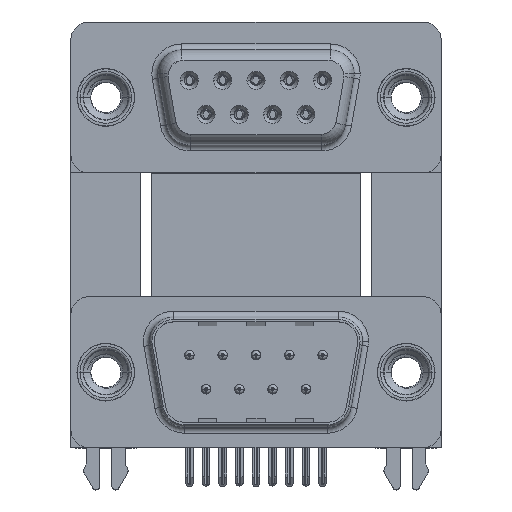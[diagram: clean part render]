
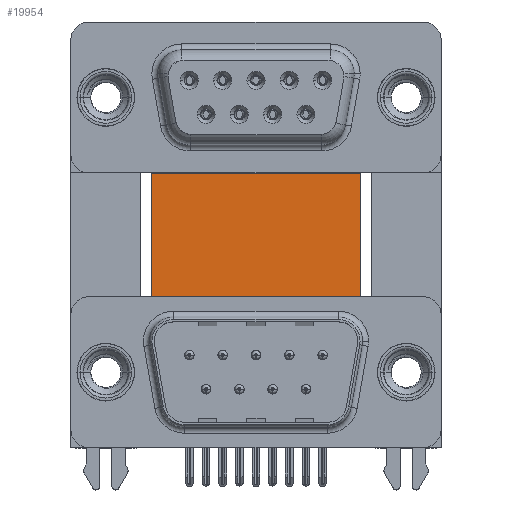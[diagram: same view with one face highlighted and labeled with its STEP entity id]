
A CAD part, top view. The second image highlights one B-rep face of the part: STEP entity #19954.
In plain terms, the highlighted planar face has unit normal (0, 0, 1).
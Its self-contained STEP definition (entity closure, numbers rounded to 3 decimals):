
#326 = ORIENTED_EDGE ( 'NONE', *, *, #25227, .T. ) ;
#570 = CARTESIAN_POINT ( 'NONE',  ( 2.9, -3.735, -12. ) ) ;
#805 = LINE ( 'NONE', #12749, #24958 ) ;
#1240 = CARTESIAN_POINT ( 'NONE',  ( 2.9, -3.735, -12. ) ) ;
#1759 = VECTOR ( 'NONE', #13569, 1000. ) ;
#1798 = LINE ( 'NONE', #32093, #9939 ) ;
#2597 = DIRECTION ( 'NONE',  ( 1., 0., 0. ) ) ;
#2916 = LINE ( 'NONE', #6355, #11297 ) ;
#3069 = VECTOR ( 'NONE', #2597, 1000. ) ;
#3176 = EDGE_CURVE ( 'NONE', #6093, #39282, #33111, .T. ) ;
#4262 = AXIS2_PLACEMENT_3D ( 'NONE', #32429, #16696, #32025 ) ;
#5060 = DIRECTION ( 'NONE',  ( 1., 0., 0. ) ) ;
#5133 = ORIENTED_EDGE ( 'NONE', *, *, #30486, .F. ) ;
#5286 = CARTESIAN_POINT ( 'NONE',  ( 3.79, -0.735, -12. ) ) ;
#5617 = EDGE_CURVE ( 'NONE', #39282, #11610, #1798, .T. ) ;
#5683 = DIRECTION ( 'NONE',  ( 0., -1., 0. ) ) ;
#6093 = VERTEX_POINT ( 'NONE', #13604 ) ;
#6355 = CARTESIAN_POINT ( 'NONE',  ( 21.2, 16.585, -12. ) ) ;
#8024 = FACE_OUTER_BOUND ( 'NONE', #31992, .T. ) ;
#8065 = VECTOR ( 'NONE', #5683, 1000. ) ;
#8293 = ORIENTED_EDGE ( 'NONE', *, *, #21365, .T. ) ;
#9456 = VECTOR ( 'NONE', #18717, 1000. ) ;
#9464 = CARTESIAN_POINT ( 'NONE',  ( 3.79, -3.735, -12. ) ) ;
#9582 = DIRECTION ( 'NONE',  ( 0., -1., 0. ) ) ;
#9939 = VECTOR ( 'NONE', #23020, 1000. ) ;
#10115 = EDGE_CURVE ( 'NONE', #29749, #25635, #35422, .T. ) ;
#10329 = VECTOR ( 'NONE', #34398, 1000. ) ;
#11297 = VECTOR ( 'NONE', #9582, 1000. ) ;
#11610 = VERTEX_POINT ( 'NONE', #19420 ) ;
#12307 = ORIENTED_EDGE ( 'NONE', *, *, #10115, .T. ) ;
#12749 = CARTESIAN_POINT ( 'NONE',  ( 22.09, -3.735, -12. ) ) ;
#13037 = ORIENTED_EDGE ( 'NONE', *, *, #5617, .T. ) ;
#13569 = DIRECTION ( 'NONE',  ( 0., 1., 0. ) ) ;
#13604 = CARTESIAN_POINT ( 'NONE',  ( 3.79, 16.585, -12. ) ) ;
#13659 = VERTEX_POINT ( 'NONE', #570 ) ;
#13979 = VERTEX_POINT ( 'NONE', #23783 ) ;
#15223 = ORIENTED_EDGE ( 'NONE', *, *, #3176, .T. ) ;
#16375 = VECTOR ( 'NONE', #5060, 1000. ) ;
#16696 = DIRECTION ( 'NONE',  ( 0., 0., -1. ) ) ;
#17947 = CARTESIAN_POINT ( 'NONE',  ( 2.9, -4.635, -12. ) ) ;
#18717 = DIRECTION ( 'NONE',  ( 1., 0., 0. ) ) ;
#18779 = VERTEX_POINT ( 'NONE', #36237 ) ;
#19420 = CARTESIAN_POINT ( 'NONE',  ( 2.4, -4.635, -12. ) ) ;
#19954 = ADVANCED_FACE ( 'NONE', ( #8024 ), #38471, .F. ) ;
#20515 = VERTEX_POINT ( 'NONE', #37280 ) ;
#20549 = EDGE_CURVE ( 'NONE', #13659, #22111, #25003, .T. ) ;
#21365 = EDGE_CURVE ( 'NONE', #22111, #13979, #805, .T. ) ;
#22111 = VERTEX_POINT ( 'NONE', #39100 ) ;
#23020 = DIRECTION ( 'NONE',  ( -0.336, -0.942, 0. ) ) ;
#23212 = ORIENTED_EDGE ( 'NONE', *, *, #37313, .F. ) ;
#23284 = VECTOR ( 'NONE', #32784, 1000. ) ;
#23427 = CARTESIAN_POINT ( 'NONE',  ( 3.79, 16.585, -12. ) ) ;
#23783 = CARTESIAN_POINT ( 'NONE',  ( 22.09, -4.635, -12. ) ) ;
#24523 = LINE ( 'NONE', #27962, #10329 ) ;
#24570 = ORIENTED_EDGE ( 'NONE', *, *, #34538, .T. ) ;
#24958 = VECTOR ( 'NONE', #25448, 1000. ) ;
#25003 = LINE ( 'NONE', #9464, #9456 ) ;
#25227 = EDGE_CURVE ( 'NONE', #13979, #29749, #24523, .T. ) ;
#25448 = DIRECTION ( 'NONE',  ( 0., -1., 0. ) ) ;
#25635 = VERTEX_POINT ( 'NONE', #31327 ) ;
#25990 = ORIENTED_EDGE ( 'NONE', *, *, #20549, .T. ) ;
#27962 = CARTESIAN_POINT ( 'NONE',  ( 22.09, -4.635, -12. ) ) ;
#28930 = LINE ( 'NONE', #1240, #1759 ) ;
#29749 = VERTEX_POINT ( 'NONE', #39838 ) ;
#30486 = EDGE_CURVE ( 'NONE', #6093, #18779, #33089, .T. ) ;
#30845 = LINE ( 'NONE', #17947, #3069 ) ;
#31327 = CARTESIAN_POINT ( 'NONE',  ( 21.2, -0.735, -12. ) ) ;
#31992 = EDGE_LOOP ( 'NONE', ( #25990, #8293, #326, #12307, #23212, #5133, #15223, #13037, #24570, #34182 ) ) ;
#32025 = DIRECTION ( 'NONE',  ( -1., 0., 0. ) ) ;
#32093 = CARTESIAN_POINT ( 'NONE',  ( 2.4, -4.635, -12. ) ) ;
#32429 = CARTESIAN_POINT ( 'NONE',  ( 3.79, 16.585, -12. ) ) ;
#32784 = DIRECTION ( 'NONE',  ( -0.336, 0.942, 0. ) ) ;
#33089 = LINE ( 'NONE', #23427, #16375 ) ;
#33111 = LINE ( 'NONE', #36147, #8065 ) ;
#34182 = ORIENTED_EDGE ( 'NONE', *, *, #34364, .T. ) ;
#34364 = EDGE_CURVE ( 'NONE', #20515, #13659, #28930, .T. ) ;
#34398 = DIRECTION ( 'NONE',  ( 1., 0., 0. ) ) ;
#34538 = EDGE_CURVE ( 'NONE', #11610, #20515, #30845, .T. ) ;
#35422 = LINE ( 'NONE', #36202, #23284 ) ;
#36147 = CARTESIAN_POINT ( 'NONE',  ( 3.79, 16.585, -12. ) ) ;
#36202 = CARTESIAN_POINT ( 'NONE',  ( 22.59, -4.635, -12. ) ) ;
#36237 = CARTESIAN_POINT ( 'NONE',  ( 21.2, 16.585, -12. ) ) ;
#37280 = CARTESIAN_POINT ( 'NONE',  ( 2.9, -4.635, -12. ) ) ;
#37313 = EDGE_CURVE ( 'NONE', #18779, #25635, #2916, .T. ) ;
#38471 = PLANE ( 'NONE',  #4262 ) ;
#39100 = CARTESIAN_POINT ( 'NONE',  ( 22.09, -3.735, -12. ) ) ;
#39282 = VERTEX_POINT ( 'NONE', #5286 ) ;
#39838 = CARTESIAN_POINT ( 'NONE',  ( 22.59, -4.635, -12. ) ) ;
